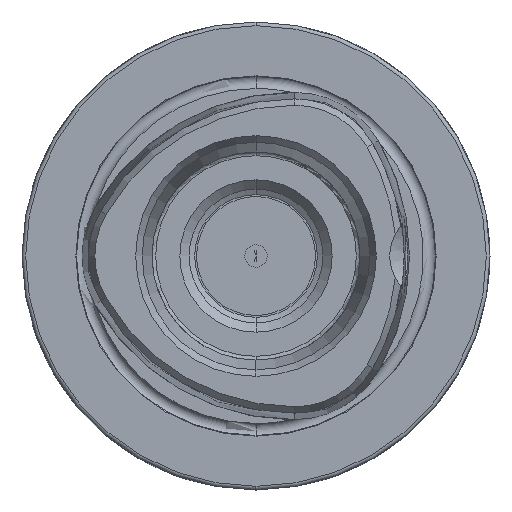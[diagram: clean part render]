
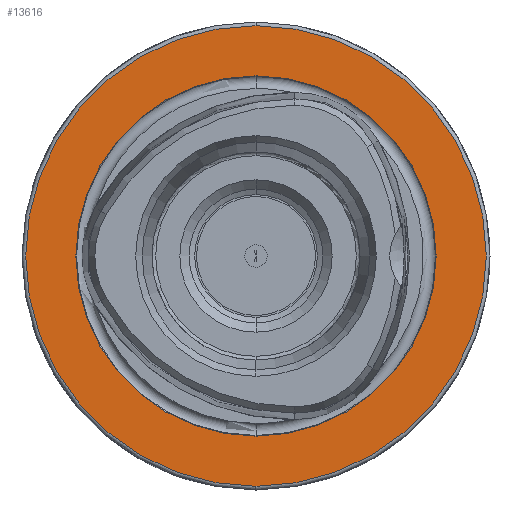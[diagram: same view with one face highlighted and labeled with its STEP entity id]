
A CAD part, left-side view. The second image highlights one B-rep face of the part: STEP entity #13616.
In plain terms, the highlighted planar face has unit normal (-1, 0, 0).
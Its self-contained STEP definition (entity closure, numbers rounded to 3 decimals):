
#21 = AXIS2_PLACEMENT_3D ( 'NONE', #6663, #1916, #11392 ) ;
#67 = AXIS2_PLACEMENT_3D ( 'NONE', #8784, #7424, #13517 ) ;
#630 = VERTEX_POINT ( 'NONE', #4444 ) ;
#1046 = EDGE_CURVE ( 'NONE', #12379, #8755, #8809, .T. ) ;
#1567 = EDGE_CURVE ( 'NONE', #630, #10332, #10076, .T. ) ;
#1916 = DIRECTION ( 'NONE',  ( -1., 0., 0. ) ) ;
#2487 = CARTESIAN_POINT ( 'NONE',  ( 0., 0., 31. ) ) ;
#3961 = DIRECTION ( 'NONE',  ( 0., 0., 1. ) ) ;
#4064 = CARTESIAN_POINT ( 'NONE',  ( 0., 0., 0. ) ) ;
#4273 = AXIS2_PLACEMENT_3D ( 'NONE', #4064, #5263, #12350 ) ;
#4444 = CARTESIAN_POINT ( 'NONE',  ( 0., 0., -31. ) ) ;
#4454 = FACE_OUTER_BOUND ( 'NONE', #6876, .T. ) ;
#5039 = PLANE ( 'NONE',  #12077 ) ;
#5263 = DIRECTION ( 'NONE',  ( -1., 0., 0. ) ) ;
#5345 = EDGE_CURVE ( 'NONE', #8755, #12379, #7503, .T. ) ;
#6174 = CIRCLE ( 'NONE', #67, 31. ) ;
#6288 = CARTESIAN_POINT ( 'NONE',  ( 0., 0., -24.25 ) ) ;
#6364 = CARTESIAN_POINT ( 'NONE',  ( 0., 0., 0. ) ) ;
#6663 = CARTESIAN_POINT ( 'NONE',  ( 0., 0., 0. ) ) ;
#6876 = EDGE_LOOP ( 'NONE', ( #8167, #13015 ) ) ;
#7376 = DIRECTION ( 'NONE',  ( 0., 0., -1. ) ) ;
#7408 = AXIS2_PLACEMENT_3D ( 'NONE', #6364, #14563, #3961 ) ;
#7424 = DIRECTION ( 'NONE',  ( -1., 0., 0. ) ) ;
#7503 = CIRCLE ( 'NONE', #7408, 24.25 ) ;
#8167 = ORIENTED_EDGE ( 'NONE', *, *, #12256, .T. ) ;
#8755 = VERTEX_POINT ( 'NONE', #6288 ) ;
#8784 = CARTESIAN_POINT ( 'NONE',  ( 0., 0., 0. ) ) ;
#8809 = CIRCLE ( 'NONE', #21, 24.25 ) ;
#8931 = FACE_BOUND ( 'NONE', #10386, .T. ) ;
#10076 = CIRCLE ( 'NONE', #4273, 31. ) ;
#10332 = VERTEX_POINT ( 'NONE', #2487 ) ;
#10386 = EDGE_LOOP ( 'NONE', ( #11301, #15324 ) ) ;
#10906 = CARTESIAN_POINT ( 'NONE',  ( 0., 24.25, 0. ) ) ;
#11301 = ORIENTED_EDGE ( 'NONE', *, *, #1046, .F. ) ;
#11392 = DIRECTION ( 'NONE',  ( 0., 0., 1. ) ) ;
#12077 = AXIS2_PLACEMENT_3D ( 'NONE', #10906, #13305, #7376 ) ;
#12256 = EDGE_CURVE ( 'NONE', #10332, #630, #6174, .T. ) ;
#12350 = DIRECTION ( 'NONE',  ( 0., 0., 1. ) ) ;
#12379 = VERTEX_POINT ( 'NONE', #12489 ) ;
#12489 = CARTESIAN_POINT ( 'NONE',  ( 0., 0., 24.25 ) ) ;
#13015 = ORIENTED_EDGE ( 'NONE', *, *, #1567, .T. ) ;
#13305 = DIRECTION ( 'NONE',  ( 1., 0., 0. ) ) ;
#13517 = DIRECTION ( 'NONE',  ( 0., 0., 1. ) ) ;
#13616 = ADVANCED_FACE ( 'NONE', ( #8931, #4454 ), #5039, .F. ) ;
#14563 = DIRECTION ( 'NONE',  ( -1., 0., 0. ) ) ;
#15324 = ORIENTED_EDGE ( 'NONE', *, *, #5345, .F. ) ;
